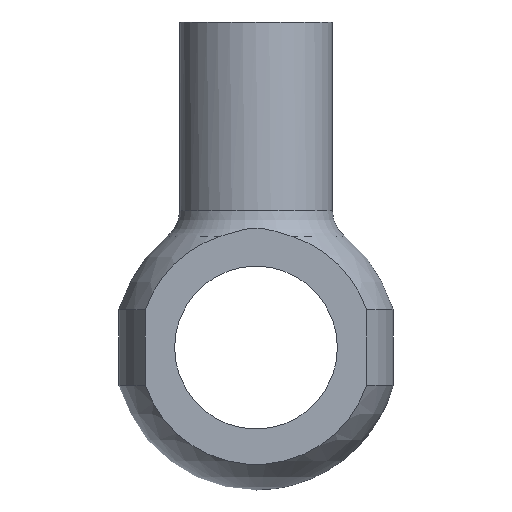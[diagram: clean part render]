
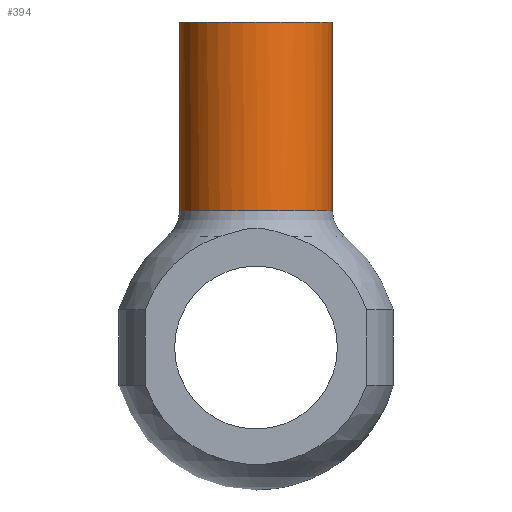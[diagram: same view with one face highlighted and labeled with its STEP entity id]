
A CAD part, front view. The second image highlights one B-rep face of the part: STEP entity #394.
In plain terms, the highlighted cylindrical face has radius 3.75 mm (diameter 7.5 mm), a full revolution.
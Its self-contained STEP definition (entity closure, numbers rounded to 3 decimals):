
#275=CARTESIAN_POINT('',(-14.748,10.807,16.0));
#276=VERTEX_POINT('',#275);
#277=CARTESIAN_POINT('',(-18.498,10.807,16.0));
#278=DIRECTION('',(0.0,0.0,-1.0));
#279=DIRECTION('',(-1.0,0.0,0.0));
#280=AXIS2_PLACEMENT_3D('',#277,#278,#279);
#281=CIRCLE('',#280,3.75);
#282=EDGE_CURVE('',#276,#276,#281,.T.);
#295=CARTESIAN_POINT('',(-14.748,10.807,6.733));
#296=VERTEX_POINT('',#295);
#297=CARTESIAN_POINT('',(-18.498,10.807,6.733));
#298=DIRECTION('',(0.0,0.0,-1.0));
#299=DIRECTION('',(-1.0,0.0,0.0));
#300=AXIS2_PLACEMENT_3D('',#297,#298,#299);
#301=CIRCLE('',#300,3.75);
#302=EDGE_CURVE('',#296,#296,#301,.T.);
#383=CARTESIAN_POINT('',(-18.498,10.807,0.0));
#384=DIRECTION('',(0.0,0.0,1.0));
#385=DIRECTION('',(-1.0,0.0,0.0));
#386=AXIS2_PLACEMENT_3D('',#383,#384,#385);
#387=CYLINDRICAL_SURFACE('',#386,3.75);
#388=ORIENTED_EDGE('',*,*,#282,.T.);
#389=EDGE_LOOP('',(#388));
#390=FACE_OUTER_BOUND('',#389,.T.);
#391=ORIENTED_EDGE('',*,*,#302,.F.);
#392=EDGE_LOOP('',(#391));
#393=FACE_BOUND('',#392,.T.);
#394=ADVANCED_FACE('',(#390,#393),#387,.T.);
